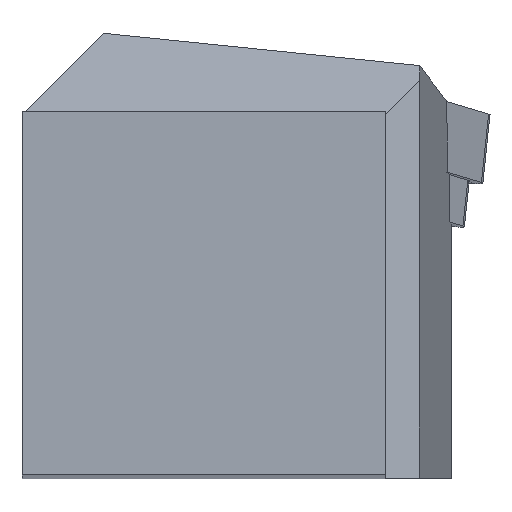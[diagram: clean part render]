
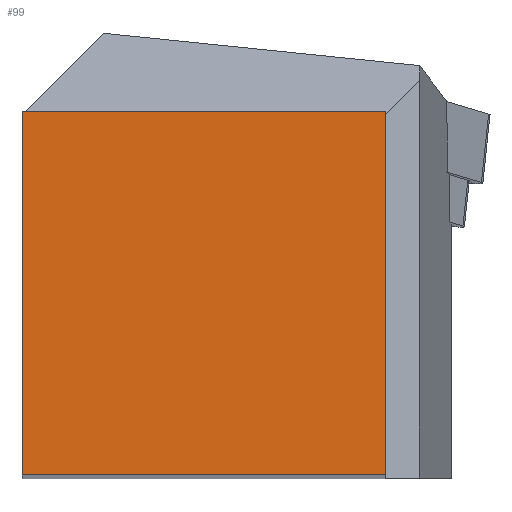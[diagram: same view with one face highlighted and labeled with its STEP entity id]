
A CAD part, top view. The second image highlights one B-rep face of the part: STEP entity #99.
In plain terms, the highlighted planar face has unit normal (0, 0, 1).
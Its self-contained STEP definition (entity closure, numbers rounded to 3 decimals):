
#99=ADVANCED_FACE('',(#155),#130,.T.);
#130=PLANE('',#643);
#155=FACE_OUTER_BOUND('',#183,.T.);
#183=EDGE_LOOP('',(#293,#294,#295,#296));
#293=ORIENTED_EDGE('',*,*,#465,.T.);
#294=ORIENTED_EDGE('',*,*,#416,.T.);
#295=ORIENTED_EDGE('',*,*,#464,.T.);
#296=ORIENTED_EDGE('',*,*,#452,.T.);
#363=VERTEX_POINT('',#834);
#364=VERTEX_POINT('',#836);
#390=VERTEX_POINT('',#905);
#391=VERTEX_POINT('',#907);
#416=EDGE_CURVE('',#364,#363,#495,.T.);
#452=EDGE_CURVE('',#391,#390,#529,.T.);
#464=EDGE_CURVE('',#363,#391,#538,.T.);
#465=EDGE_CURVE('',#390,#364,#539,.T.);
#495=LINE('',#835,#559);
#529=LINE('',#906,#593);
#538=LINE('',#930,#602);
#539=LINE('',#932,#603);
#559=VECTOR('',#673,1.);
#593=VECTOR('',#727,1.);
#602=VECTOR('',#754,1.);
#603=VECTOR('',#757,1.);
#643=AXIS2_PLACEMENT_3D('',#934,#760,#761);
#673=DIRECTION('',(0.,1.,0.));
#727=DIRECTION('',(0.,-1.,0.));
#754=DIRECTION('',(-1.,0.,0.));
#757=DIRECTION('',(1.,0.,0.));
#760=DIRECTION('',(0.,0.,1.));
#761=DIRECTION('',(-1.,0.,0.));
#834=CARTESIAN_POINT('',(25.,25.,0.));
#835=CARTESIAN_POINT('',(25.,0.,0.));
#836=CARTESIAN_POINT('',(25.,0.,0.));
#905=CARTESIAN_POINT('',(0.,0.,0.));
#906=CARTESIAN_POINT('',(0.,25.,0.));
#907=CARTESIAN_POINT('',(0.,25.,0.));
#930=CARTESIAN_POINT('',(25.,25.,0.));
#932=CARTESIAN_POINT('',(0.,0.,0.));
#934=CARTESIAN_POINT('',(12.5,12.5,0.));
